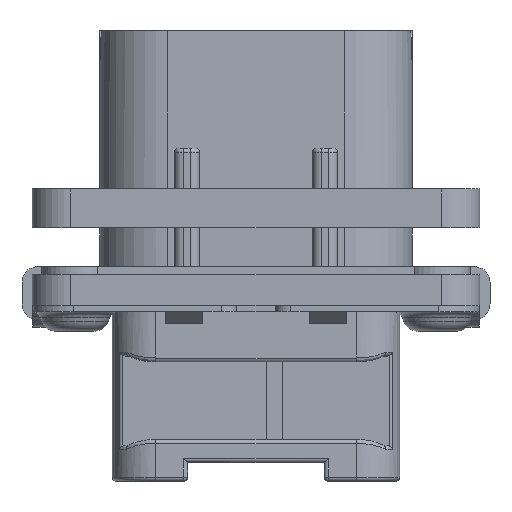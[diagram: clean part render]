
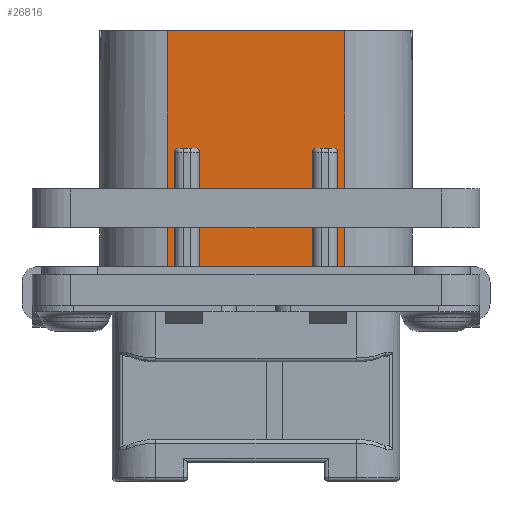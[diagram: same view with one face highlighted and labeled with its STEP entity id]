
A CAD part, front view. The second image highlights one B-rep face of the part: STEP entity #26816.
In plain terms, the highlighted planar face has unit normal (0, -1, 0).
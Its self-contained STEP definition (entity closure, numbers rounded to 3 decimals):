
#1402=DIRECTION('',(1.,0.,0.));
#1403=VECTOR('',#1402,11.4);
#1404=CARTESIAN_POINT('',(-5.7,-9.,17.67));
#1405=LINE('',#1404,#1403);
#1617=DIRECTION('',(0.,0.,-1.));
#1618=VECTOR('',#1617,7.87);
#1619=CARTESIAN_POINT('',(5.25,-9.,9.87));
#1620=LINE('',#1619,#1618);
#1621=DIRECTION('',(-1.,0.,0.));
#1622=VECTOR('',#1621,1.1);
#1623=CARTESIAN_POINT('',(5.,-9.,10.12));
#1624=LINE('',#1623,#1622);
#1625=DIRECTION('',(0.,0.,-1.));
#1626=VECTOR('',#1625,7.87);
#1627=CARTESIAN_POINT('',(3.65,-9.,9.87));
#1628=LINE('',#1627,#1626);
#1629=DIRECTION('',(0.,0.,-1.));
#1630=VECTOR('',#1629,7.87);
#1631=CARTESIAN_POINT('',(-3.65,-9.,9.87));
#1632=LINE('',#1631,#1630);
#1633=DIRECTION('',(-1.,0.,0.));
#1634=VECTOR('',#1633,1.1);
#1635=CARTESIAN_POINT('',(-3.9,-9.,10.12));
#1636=LINE('',#1635,#1634);
#1637=DIRECTION('',(0.,0.,-1.));
#1638=VECTOR('',#1637,7.87);
#1639=CARTESIAN_POINT('',(-5.25,-9.,9.87));
#1640=LINE('',#1639,#1638);
#1641=DIRECTION('',(0.,0.,-1.));
#1642=VECTOR('',#1641,15.67);
#1643=CARTESIAN_POINT('',(-5.7,-9.,17.67));
#1644=LINE('',#1643,#1642);
#1645=DIRECTION('',(0.,0.,-1.));
#1646=VECTOR('',#1645,15.67);
#1647=CARTESIAN_POINT('',(5.7,-9.,17.67));
#1648=LINE('',#1647,#1646);
#1662=CARTESIAN_POINT('',(5.,-9.,9.87));
#1663=DIRECTION('',(0.,1.,0.));
#1664=DIRECTION('',(0.,0.,1.));
#1665=AXIS2_PLACEMENT_3D('',#1662,#1663,#1664);
#1767=DIRECTION('',(1.,0.,0.));
#1768=VECTOR('',#1767,0.45);
#1769=CARTESIAN_POINT('',(5.25,-9.,2.));
#1770=LINE('',#1769,#1768);
#1990=DIRECTION('',(1.,0.,0.));
#1991=VECTOR('',#1990,0.45);
#1992=CARTESIAN_POINT('',(-5.7,-9.,2.));
#1993=LINE('',#1992,#1991);
#2002=CARTESIAN_POINT('',(-5.,-9.,9.87));
#2003=DIRECTION('',(0.,1.,0.));
#2004=DIRECTION('',(-1.,0.,0.));
#2005=AXIS2_PLACEMENT_3D('',#2002,#2003,#2004);
#2034=CARTESIAN_POINT('',(-3.9,-9.,9.87));
#2035=DIRECTION('',(0.,1.,0.));
#2036=DIRECTION('',(0.,0.,1.));
#2037=AXIS2_PLACEMENT_3D('',#2034,#2035,#2036);
#2055=DIRECTION('',(1.,0.,0.));
#2056=VECTOR('',#2055,7.3);
#2057=CARTESIAN_POINT('',(-3.65,-9.,2.));
#2058=LINE('',#2057,#2056);
#2106=CARTESIAN_POINT('',(3.9,-9.,9.87));
#2107=DIRECTION('',(0.,1.,0.));
#2108=DIRECTION('',(-1.,0.,0.));
#2109=AXIS2_PLACEMENT_3D('',#2106,#2107,#2108);
#21273=CARTESIAN_POINT('',(-5.7,-9.,17.67));
#21274=CARTESIAN_POINT('',(-5.7,-9.,2.));
#21275=VERTEX_POINT('',#21273);
#21276=VERTEX_POINT('',#21274);
#21277=CARTESIAN_POINT('',(5.7,-9.,17.67));
#21278=CARTESIAN_POINT('',(5.7,-9.,2.));
#21279=VERTEX_POINT('',#21277);
#21280=VERTEX_POINT('',#21278);
#23192=CARTESIAN_POINT('',(-5.25,-9.,2.));
#23193=VERTEX_POINT('',#23192);
#23194=CARTESIAN_POINT('',(-3.65,-9.,2.));
#23195=CARTESIAN_POINT('',(3.65,-9.,2.));
#23196=VERTEX_POINT('',#23194);
#23197=VERTEX_POINT('',#23195);
#23198=CARTESIAN_POINT('',(5.25,-9.,2.));
#23199=VERTEX_POINT('',#23198);
#23241=CARTESIAN_POINT('',(5.25,-9.,9.87));
#23243=VERTEX_POINT('',#23241);
#23245=CARTESIAN_POINT('',(5.,-9.,10.12));
#23247=VERTEX_POINT('',#23245);
#23260=CARTESIAN_POINT('',(3.9,-9.,10.12));
#23261=VERTEX_POINT('',#23260);
#23262=CARTESIAN_POINT('',(3.65,-9.,9.87));
#23263=VERTEX_POINT('',#23262);
#23265=CARTESIAN_POINT('',(-3.65,-9.,9.87));
#23267=VERTEX_POINT('',#23265);
#23269=CARTESIAN_POINT('',(-3.9,-9.,10.12));
#23271=VERTEX_POINT('',#23269);
#23284=CARTESIAN_POINT('',(-5.,-9.,10.12));
#23285=VERTEX_POINT('',#23284);
#23286=CARTESIAN_POINT('',(-5.25,-9.,9.87));
#23287=VERTEX_POINT('',#23286);
#26779=CARTESIAN_POINT('',(-10.05,-9.,2.));
#26780=DIRECTION('',(0.,-1.,0.));
#26781=DIRECTION('',(1.,0.,0.));
#26782=AXIS2_PLACEMENT_3D('',#26779,#26780,#26781);
#26783=PLANE('',#26782);
#26785=ORIENTED_EDGE('',*,*,#26784,.F.);
#26787=ORIENTED_EDGE('',*,*,#26786,.F.);
#26789=ORIENTED_EDGE('',*,*,#26788,.T.);
#26791=ORIENTED_EDGE('',*,*,#26790,.F.);
#26793=ORIENTED_EDGE('',*,*,#26792,.T.);
#26795=ORIENTED_EDGE('',*,*,#26794,.F.);
#26797=ORIENTED_EDGE('',*,*,#26796,.F.);
#26799=ORIENTED_EDGE('',*,*,#26798,.F.);
#26801=ORIENTED_EDGE('',*,*,#26800,.T.);
#26803=ORIENTED_EDGE('',*,*,#26802,.F.);
#26805=ORIENTED_EDGE('',*,*,#26804,.T.);
#26807=ORIENTED_EDGE('',*,*,#26806,.F.);
#26809=ORIENTED_EDGE('',*,*,#26808,.F.);
#26810=ORIENTED_EDGE('',*,*,#26668,.T.);
#26811=ORIENTED_EDGE('',*,*,#26578,.T.);
#26813=ORIENTED_EDGE('',*,*,#26812,.F.);
#26814=EDGE_LOOP('',(#26785,#26787,#26789,#26791,#26793,#26795,#26797,#26799,
#26801,#26803,#26805,#26807,#26809,#26810,#26811,#26813));
#26815=FACE_OUTER_BOUND('',#26814,.F.);
#26816=ADVANCED_FACE('',(#26815),#26783,.T.);
#1666=CIRCLE('',#1665,0.25);
#2006=CIRCLE('',#2005,0.25);
#2038=CIRCLE('',#2037,0.25);
#2110=CIRCLE('',#2109,0.25);
#26578=EDGE_CURVE('',#21279,#21280,#1648,.T.);
#26668=EDGE_CURVE('',#21275,#21279,#1405,.T.);
#26784=EDGE_CURVE('',#23243,#23199,#1620,.T.);
#26786=EDGE_CURVE('',#23247,#23243,#1666,.T.);
#26788=EDGE_CURVE('',#23247,#23261,#1624,.T.);
#26790=EDGE_CURVE('',#23263,#23261,#2110,.T.);
#26792=EDGE_CURVE('',#23263,#23197,#1628,.T.);
#26794=EDGE_CURVE('',#23196,#23197,#2058,.T.);
#26796=EDGE_CURVE('',#23267,#23196,#1632,.T.);
#26798=EDGE_CURVE('',#23271,#23267,#2038,.T.);
#26800=EDGE_CURVE('',#23271,#23285,#1636,.T.);
#26802=EDGE_CURVE('',#23287,#23285,#2006,.T.);
#26804=EDGE_CURVE('',#23287,#23193,#1640,.T.);
#26806=EDGE_CURVE('',#21276,#23193,#1993,.T.);
#26808=EDGE_CURVE('',#21275,#21276,#1644,.T.);
#26812=EDGE_CURVE('',#23199,#21280,#1770,.T.);
